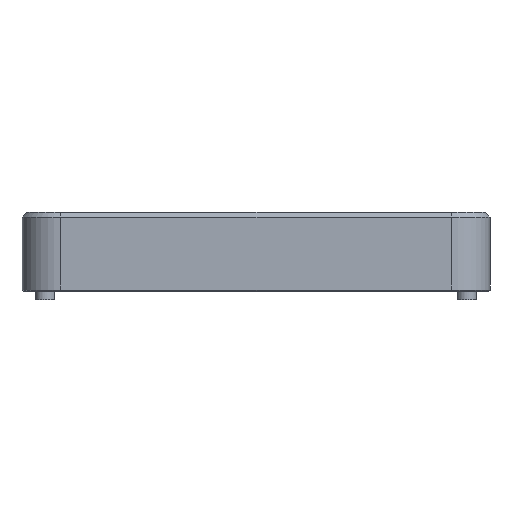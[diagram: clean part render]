
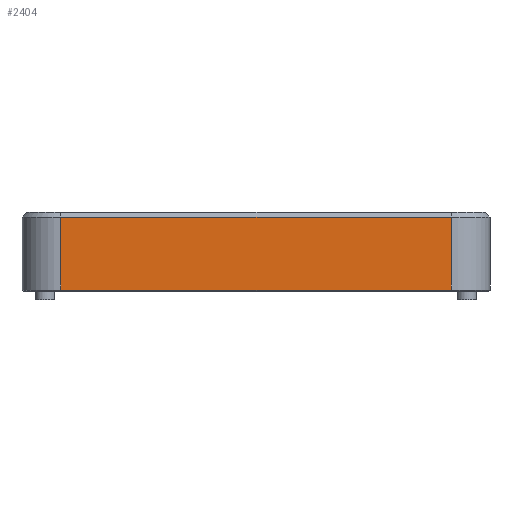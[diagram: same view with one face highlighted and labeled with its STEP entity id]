
A CAD part, left-side view. The second image highlights one B-rep face of the part: STEP entity #2404.
In plain terms, the highlighted planar face has unit normal (-1, 0, 0).
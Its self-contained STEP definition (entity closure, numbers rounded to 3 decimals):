
#309=FACE_OUTER_BOUND('',#462,.T.);
#462=EDGE_LOOP('',(#2001,#2002,#2003,#2004));
#523=LINE('',#3515,#748);
#683=LINE('',#4038,#908);
#685=LINE('',#4044,#910);
#686=LINE('',#4045,#911);
#748=VECTOR('',#2755,10.);
#908=VECTOR('',#3283,10.);
#910=VECTOR('',#3289,10.);
#911=VECTOR('',#3290,10.);
#975=VERTEX_POINT('',#3507);
#977=VERTEX_POINT('',#3513);
#1156=VERTEX_POINT('',#4037);
#1158=VERTEX_POINT('',#4043);
#1200=EDGE_CURVE('',#977,#975,#523,.T.);
#1457=EDGE_CURVE('',#975,#1156,#683,.T.);
#1460=EDGE_CURVE('',#1158,#977,#685,.T.);
#1461=EDGE_CURVE('',#1156,#1158,#686,.T.);
#2001=ORIENTED_EDGE('',*,*,#1200,.F.);
#2002=ORIENTED_EDGE('',*,*,#1460,.F.);
#2003=ORIENTED_EDGE('',*,*,#1461,.F.);
#2004=ORIENTED_EDGE('',*,*,#1457,.F.);
#2289=PLANE('',#2661);
#2404=ADVANCED_FACE('',(#309),#2289,.T.);
#2661=AXIS2_PLACEMENT_3D('',#4042,#3287,#3288);
#2755=DIRECTION('',(0.,1.,0.));
#3283=DIRECTION('',(0.,0.,1.));
#3287=DIRECTION('center_axis',(-1.,0.,0.));
#3288=DIRECTION('ref_axis',(0.,-1.,0.));
#3289=DIRECTION('',(0.,0.,-1.));
#3290=DIRECTION('',(0.,-1.,0.));
#3507=CARTESIAN_POINT('',(-4.5,-304.014,-16.132));
#3513=CARTESIAN_POINT('',(-4.5,-384.214,-16.132));
#3515=CARTESIAN_POINT('',(-4.5,-319.881,-16.132));
#4037=CARTESIAN_POINT('',(-4.5,-304.014,-1.132));
#4038=CARTESIAN_POINT('',(-4.5,-304.014,-19.132));
#4042=CARTESIAN_POINT('Origin',(-4.5,-296.014,-19.132));
#4043=CARTESIAN_POINT('',(-4.5,-384.214,-1.132));
#4044=CARTESIAN_POINT('',(-4.5,-384.214,-19.132));
#4045=CARTESIAN_POINT('',(-4.5,-320.064,-1.132));
